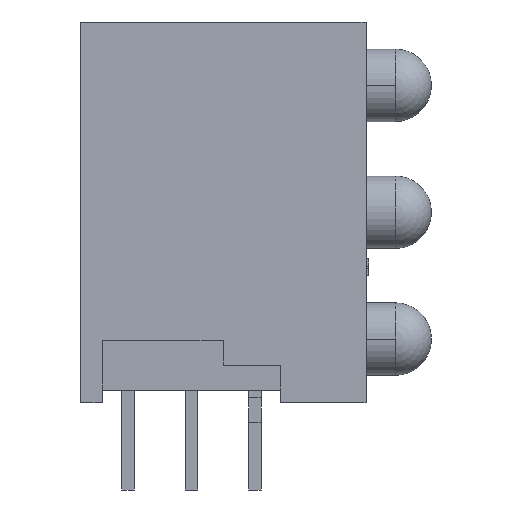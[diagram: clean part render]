
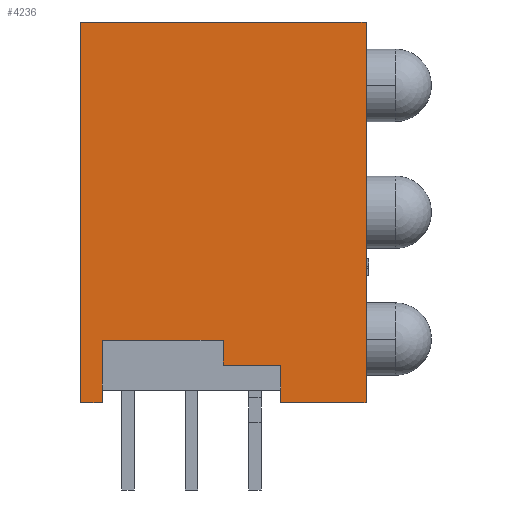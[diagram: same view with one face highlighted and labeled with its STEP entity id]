
A CAD part, left-side view. The second image highlights one B-rep face of the part: STEP entity #4236.
In plain terms, the highlighted planar face has unit normal (-1, 0, 0).
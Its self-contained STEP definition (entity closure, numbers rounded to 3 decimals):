
#350 = VERTEX_POINT('',#351);
#351 = CARTESIAN_POINT('',(-3.41,-9.525,15.24));
#357 = EDGE_CURVE('',#350,#358,#360,.T.);
#358 = VERTEX_POINT('',#359);
#359 = CARTESIAN_POINT('',(-3.41,-9.525,0.));
#360 = LINE('',#361,#362);
#361 = CARTESIAN_POINT('',(-3.41,-9.525,7.248));
#362 = VECTOR('',#363,1.);
#363 = DIRECTION('',(0.,0.,-1.));
#4217 = VERTEX_POINT('',#4218);
#4218 = CARTESIAN_POINT('',(-3.41,1.905,15.24));
#4224 = EDGE_CURVE('',#350,#4217,#4225,.T.);
#4225 = LINE('',#4226,#4227);
#4226 = CARTESIAN_POINT('',(-3.41,12.414,15.24));
#4227 = VECTOR('',#4228,1.);
#4228 = DIRECTION('',(0.,1.,0.));
#4236 = ADVANCED_FACE('',(#4237),#4319,.F.);
#4237 = FACE_BOUND('',#4238,.F.);
#4238 = EDGE_LOOP('',(#4239,#4240,#4241,#4249,#4257,#4265,#4273,#4281,
    #4289,#4297,#4305,#4313));
#4239 = ORIENTED_EDGE('',*,*,#4224,.F.);
#4240 = ORIENTED_EDGE('',*,*,#357,.T.);
#4241 = ORIENTED_EDGE('',*,*,#4242,.T.);
#4242 = EDGE_CURVE('',#358,#4243,#4245,.T.);
#4243 = VERTEX_POINT('',#4244);
#4244 = CARTESIAN_POINT('',(-3.41,-6.105,0.));
#4245 = LINE('',#4246,#4247);
#4246 = CARTESIAN_POINT('',(-3.41,12.414,0.));
#4247 = VECTOR('',#4248,1.);
#4248 = DIRECTION('',(0.,1.,0.));
#4249 = ORIENTED_EDGE('',*,*,#4250,.T.);
#4250 = EDGE_CURVE('',#4243,#4251,#4253,.T.);
#4251 = VERTEX_POINT('',#4252);
#4252 = CARTESIAN_POINT('',(-3.41,-6.105,0.5));
#4253 = LINE('',#4254,#4255);
#4254 = CARTESIAN_POINT('',(-3.41,-6.105,7.248));
#4255 = VECTOR('',#4256,1.);
#4256 = DIRECTION('',(0.,0.,1.));
#4257 = ORIENTED_EDGE('',*,*,#4258,.T.);
#4258 = EDGE_CURVE('',#4251,#4259,#4261,.T.);
#4259 = VERTEX_POINT('',#4260);
#4260 = CARTESIAN_POINT('',(-3.41,-6.105,1.5));
#4261 = LINE('',#4262,#4263);
#4262 = CARTESIAN_POINT('',(-3.41,-6.105,7.248));
#4263 = VECTOR('',#4264,1.);
#4264 = DIRECTION('',(0.,0.,1.));
#4265 = ORIENTED_EDGE('',*,*,#4266,.T.);
#4266 = EDGE_CURVE('',#4259,#4267,#4269,.T.);
#4267 = VERTEX_POINT('',#4268);
#4268 = CARTESIAN_POINT('',(-3.41,-3.805,1.5));
#4269 = LINE('',#4270,#4271);
#4270 = CARTESIAN_POINT('',(-3.41,12.414,1.5));
#4271 = VECTOR('',#4272,1.);
#4272 = DIRECTION('',(0.,1.,0.));
#4273 = ORIENTED_EDGE('',*,*,#4274,.T.);
#4274 = EDGE_CURVE('',#4267,#4275,#4277,.T.);
#4275 = VERTEX_POINT('',#4276);
#4276 = CARTESIAN_POINT('',(-3.41,-3.805,2.5));
#4277 = LINE('',#4278,#4279);
#4278 = CARTESIAN_POINT('',(-3.41,-3.805,7.248));
#4279 = VECTOR('',#4280,1.);
#4280 = DIRECTION('',(0.,0.,1.));
#4281 = ORIENTED_EDGE('',*,*,#4282,.T.);
#4282 = EDGE_CURVE('',#4275,#4283,#4285,.T.);
#4283 = VERTEX_POINT('',#4284);
#4284 = CARTESIAN_POINT('',(-3.41,1.035,2.5));
#4285 = LINE('',#4286,#4287);
#4286 = CARTESIAN_POINT('',(-3.41,12.414,2.5));
#4287 = VECTOR('',#4288,1.);
#4288 = DIRECTION('',(0.,1.,0.));
#4289 = ORIENTED_EDGE('',*,*,#4290,.T.);
#4290 = EDGE_CURVE('',#4283,#4291,#4293,.T.);
#4291 = VERTEX_POINT('',#4292);
#4292 = CARTESIAN_POINT('',(-3.41,1.035,0.5));
#4293 = LINE('',#4294,#4295);
#4294 = CARTESIAN_POINT('',(-3.41,1.035,7.248));
#4295 = VECTOR('',#4296,1.);
#4296 = DIRECTION('',(0.,0.,-1.));
#4297 = ORIENTED_EDGE('',*,*,#4298,.T.);
#4298 = EDGE_CURVE('',#4291,#4299,#4301,.T.);
#4299 = VERTEX_POINT('',#4300);
#4300 = CARTESIAN_POINT('',(-3.41,1.035,0.));
#4301 = LINE('',#4302,#4303);
#4302 = CARTESIAN_POINT('',(-3.41,1.035,7.248));
#4303 = VECTOR('',#4304,1.);
#4304 = DIRECTION('',(0.,0.,-1.));
#4305 = ORIENTED_EDGE('',*,*,#4306,.T.);
#4306 = EDGE_CURVE('',#4299,#4307,#4309,.T.);
#4307 = VERTEX_POINT('',#4308);
#4308 = CARTESIAN_POINT('',(-3.41,1.905,0.));
#4309 = LINE('',#4310,#4311);
#4310 = CARTESIAN_POINT('',(-3.41,12.414,0.));
#4311 = VECTOR('',#4312,1.);
#4312 = DIRECTION('',(0.,1.,0.));
#4313 = ORIENTED_EDGE('',*,*,#4314,.F.);
#4314 = EDGE_CURVE('',#4217,#4307,#4315,.T.);
#4315 = LINE('',#4316,#4317);
#4316 = CARTESIAN_POINT('',(-3.41,1.905,7.248));
#4317 = VECTOR('',#4318,1.);
#4318 = DIRECTION('',(0.,0.,-1.));
#4319 = PLANE('',#4320);
#4320 = AXIS2_PLACEMENT_3D('',#4321,#4322,#4323);
#4321 = CARTESIAN_POINT('',(-3.41,12.414,7.248));
#4322 = DIRECTION('',(1.,0.,0.));
#4323 = DIRECTION('',(0.,1.,0.));
